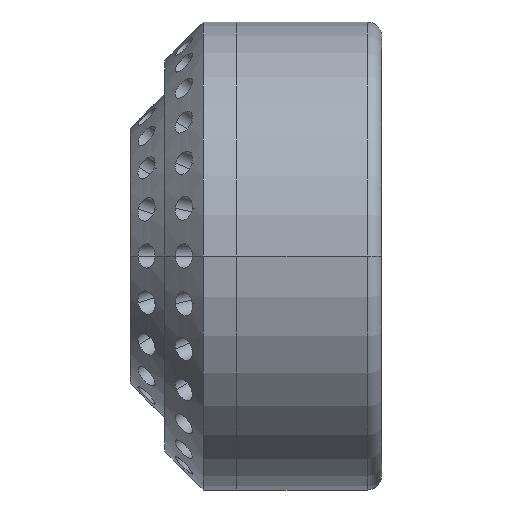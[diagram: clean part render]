
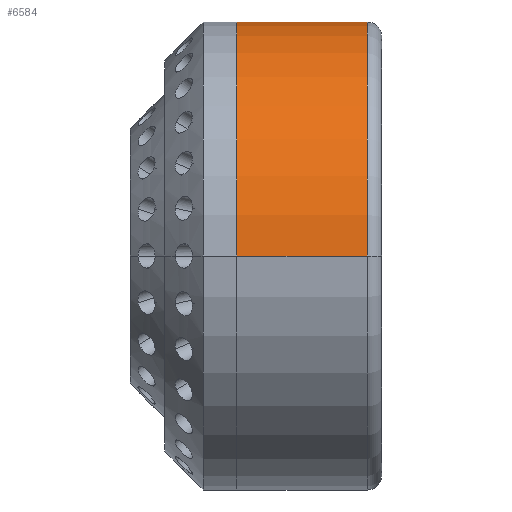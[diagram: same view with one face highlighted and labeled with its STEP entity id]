
A CAD part, left-side view. The second image highlights one B-rep face of the part: STEP entity #6584.
In plain terms, the highlighted cylindrical face has radius 48.5 mm (diameter 97 mm), a partial arc.
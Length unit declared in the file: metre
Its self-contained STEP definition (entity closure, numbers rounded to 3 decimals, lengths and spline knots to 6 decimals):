
#379 = CARTESIAN_POINT ( 'NONE',  ( 0.0483, 0.02314, 0.004405 ) ) ;
#507 = EDGE_LOOP ( 'NONE', ( #13063, #5812, #12708, #4423, #14110, #5235, #5354, #2077 ) ) ;
#688 = FACE_OUTER_BOUND ( 'NONE', #507, .T. ) ;
#897 = VECTOR ( 'NONE', #2262, 1. ) ;
#1332 = EDGE_CURVE ( 'NONE', #14448, #7459, #10572, .T. ) ;
#1367 = LINE ( 'NONE', #14426, #12413 ) ;
#1486 = CARTESIAN_POINT ( 'NONE',  ( 0.048435, 0.023902, 0.0026 ) ) ;
#1913 = DIRECTION ( 'NONE',  ( 0., 1., 0. ) ) ;
#1963 = CARTESIAN_POINT ( 'NONE',  ( -0.0485, 0.003, 0. ) ) ;
#2077 = ORIENTED_EDGE ( 'NONE', *, *, #4688, .F. ) ;
#2262 = DIRECTION ( 'NONE',  ( 0., 1., 0. ) ) ;
#2749 = EDGE_CURVE ( 'NONE', #5203, #5760, #1367, .T. ) ;
#2891 = CARTESIAN_POINT ( 'NONE',  ( 0.048245, 0.022806, 0.004973 ) ) ;
#2951 = CARTESIAN_POINT ( 'NONE',  ( 0.048326, 0.006709, 0.004115 ) ) ;
#2971 = CARTESIAN_POINT ( 'NONE',  ( 0.048, 0.021108, 0.006946 ) ) ;
#3527 = EDGE_CURVE ( 'NONE', #5760, #14448, #6311, .T. ) ;
#3832 = CARTESIAN_POINT ( 'NONE',  ( 0.048497, 0.024233, 0.000653 ) ) ;
#3913 = CARTESIAN_POINT ( 'NONE',  ( 0.0485, 0.02425, 0. ) ) ;
#3974 = CARTESIAN_POINT ( 'NONE',  ( 0.048397, 0.006304, 0.00322 ) ) ;
#4049 = CARTESIAN_POINT ( 'NONE',  ( 0.0485, 0.00575, 0. ) ) ;
#4123 = CARTESIAN_POINT ( 'NONE',  ( 0.048216, 0.007375, 0.005247 ) ) ;
#4423 = ORIENTED_EDGE ( 'NONE', *, *, #2749, .T. ) ;
#4434 = CARTESIAN_POINT ( 'NONE',  ( 0., 0.03, 0. ) ) ;
#4655 = VECTOR ( 'NONE', #13050, 1. ) ;
#4686 = LINE ( 'NONE', #13032, #897 ) ;
#4688 = EDGE_CURVE ( 'NONE', #11691, #13692, #4704, .T. ) ;
#4704 = LINE ( 'NONE', #5809, #4655 ) ;
#4895 = CIRCLE ( 'NONE', #8680, 0.0485 ) ;
#5168 = CARTESIAN_POINT ( 'NONE',  ( 0.048397, 0.023697, 0.003219 ) ) ;
#5171 = EDGE_CURVE ( 'NONE', #11232, #10802, #4686, .T. ) ;
#5203 = VERTEX_POINT ( 'NONE', #11855 ) ;
#5227 = CARTESIAN_POINT ( 'NONE',  ( 0.048483, 0.005837, 0.001308 ) ) ;
#5235 = ORIENTED_EDGE ( 'NONE', *, *, #1332, .T. ) ;
#5341 = CARTESIAN_POINT ( 'NONE',  ( 0.0485, 0.02425, 0. ) ) ;
#5353 = EDGE_CURVE ( 'NONE', #11691, #11232, #4895, .T. ) ;
#5354 = ORIENTED_EDGE ( 'NONE', *, *, #8710, .F. ) ;
#5471 = CYLINDRICAL_SURFACE ( 'NONE', #12212, 0.0485 ) ;
#5625 = CARTESIAN_POINT ( 'NONE',  ( 0., 0.0387, 0. ) ) ;
#5760 = VERTEX_POINT ( 'NONE', #10218 ) ;
#5809 = CARTESIAN_POINT ( 'NONE',  ( -0.0485, 0.0387, 0. ) ) ;
#5812 = ORIENTED_EDGE ( 'NONE', *, *, #5171, .T. ) ;
#5998 = DIRECTION ( 'NONE',  ( 0., 1., 0. ) ) ;
#6311 = B_SPLINE_CURVE_WITH_KNOTS ( 'NONE', 3,
 ( #2971, #8798, #13659, #7444, #2891, #379, #14624, #5168, #1486, #6344, #12565, #3832, #8630, #3913 ),
 .UNSPECIFIED., .F., .F.,
 ( 4, 2, 2, 2, 2, 2, 4 ),
 ( 0., 0.00196, 0.00294, 0.00392, 0.005881, 0.006861, 0.007841 ),
 .UNSPECIFIED. ) ;
#6344 = CARTESIAN_POINT ( 'NONE',  ( 0.048474, 0.02411, 0.001634 ) ) ;
#6368 = VECTOR ( 'NONE', #13001, 1. ) ;
#6405 = CARTESIAN_POINT ( 'NONE',  ( 0.048473, 0.00589, 0.001636 ) ) ;
#6584 = ADVANCED_FACE ( 'NONE', ( #688 ), #5471, .T. ) ;
#7425 = CARTESIAN_POINT ( 'NONE',  ( 0.048245, 0.007195, 0.004975 ) ) ;
#7427 = CARTESIAN_POINT ( 'NONE',  ( -0.0485, 0.03, 0. ) ) ;
#7444 = CARTESIAN_POINT ( 'NONE',  ( 0.048216, 0.022626, 0.005245 ) ) ;
#7459 = VERTEX_POINT ( 'NONE', #10990 ) ;
#7553 = CARTESIAN_POINT ( 'NONE',  ( 0.0485, 0.003, 0. ) ) ;
#7658 = CARTESIAN_POINT ( 'NONE',  ( 0.0483, 0.006862, 0.00441 ) ) ;
#7688 = CIRCLE ( 'NONE', #9726, 0.0485 ) ;
#7726 = DIRECTION ( 'NONE',  ( 1., 0., 0. ) ) ;
#8366 = CARTESIAN_POINT ( 'NONE',  ( 0.0485, 0.00575, 0. ) ) ;
#8630 = CARTESIAN_POINT ( 'NONE',  ( 0.0485, 0.02425, 0.000327 ) ) ;
#8680 = AXIS2_PLACEMENT_3D ( 'NONE', #13860, #1913, #7726 ) ;
#8710 = EDGE_CURVE ( 'NONE', #13692, #7459, #7688, .T. ) ;
#8798 = CARTESIAN_POINT ( 'NONE',  ( 0.048063, 0.021604, 0.006511 ) ) ;
#8933 = CARTESIAN_POINT ( 'NONE',  ( 0.048126, 0.007956, 0.006031 ) ) ;
#9268 = DIRECTION ( 'NONE',  ( -1., 0., 0. ) ) ;
#9726 = AXIS2_PLACEMENT_3D ( 'NONE', #4434, #10509, #15380 ) ;
#10218 = CARTESIAN_POINT ( 'NONE',  ( 0.048, 0.021108, 0.006946 ) ) ;
#10445 = DIRECTION ( 'NONE',  ( 0., 1., 0. ) ) ;
#10509 = DIRECTION ( 'NONE',  ( 0., 1., 0. ) ) ;
#10572 = LINE ( 'NONE', #15133, #6368 ) ;
#10802 = VERTEX_POINT ( 'NONE', #8366 ) ;
#10990 = CARTESIAN_POINT ( 'NONE',  ( 0.0485, 0.03, 0. ) ) ;
#11223 = CARTESIAN_POINT ( 'NONE',  ( 0.048435, 0.006099, 0.0026 ) ) ;
#11232 = VERTEX_POINT ( 'NONE', #7553 ) ;
#11377 = CARTESIAN_POINT ( 'NONE',  ( 0.048063, 0.008396, 0.00651 ) ) ;
#11691 = VERTEX_POINT ( 'NONE', #1963 ) ;
#11855 = CARTESIAN_POINT ( 'NONE',  ( 0.048, 0.008892, 0.006946 ) ) ;
#12212 = AXIS2_PLACEMENT_3D ( 'NONE', #5625, #10445, #9268 ) ;
#12413 = VECTOR ( 'NONE', #5998, 1. ) ;
#12565 = CARTESIAN_POINT ( 'NONE',  ( 0.048484, 0.024163, 0.001306 ) ) ;
#12708 = ORIENTED_EDGE ( 'NONE', *, *, #12874, .T. ) ;
#12874 = EDGE_CURVE ( 'NONE', #10802, #5203, #14091, .T. ) ;
#13001 = DIRECTION ( 'NONE',  ( 0., 1., 0. ) ) ;
#13032 = CARTESIAN_POINT ( 'NONE',  ( 0.0485, 0.0387, 0. ) ) ;
#13050 = DIRECTION ( 'NONE',  ( 0., 1., 0. ) ) ;
#13063 = ORIENTED_EDGE ( 'NONE', *, *, #5353, .T. ) ;
#13404 = CARTESIAN_POINT ( 'NONE',  ( 0.0485, 0.00575, 0.000327 ) ) ;
#13659 = CARTESIAN_POINT ( 'NONE',  ( 0.048127, 0.022044, 0.00603 ) ) ;
#13692 = VERTEX_POINT ( 'NONE', #7427 ) ;
#13720 = CARTESIAN_POINT ( 'NONE',  ( 0.048, 0.008892, 0.006946 ) ) ;
#13860 = CARTESIAN_POINT ( 'NONE',  ( 0., 0.003, 0. ) ) ;
#14091 = B_SPLINE_CURVE_WITH_KNOTS ( 'NONE', 3,
 ( #4049, #13404, #14762, #5227, #6405, #11223, #3974, #2951, #7658, #7425, #4123, #8933, #11377, #13720 ),
 .UNSPECIFIED., .F., .F.,
 ( 4, 2, 2, 2, 2, 2, 4 ),
 ( 0.007841, 0.008821, 0.009802, 0.011762, 0.012743, 0.013723, 0.015684 ),
 .UNSPECIFIED. ) ;
#14110 = ORIENTED_EDGE ( 'NONE', *, *, #3527, .T. ) ;
#14426 = CARTESIAN_POINT ( 'NONE',  ( 0.048, 0.0387, 0.006946 ) ) ;
#14448 = VERTEX_POINT ( 'NONE', #5341 ) ;
#14624 = CARTESIAN_POINT ( 'NONE',  ( 0.048326, 0.023292, 0.004112 ) ) ;
#14762 = CARTESIAN_POINT ( 'NONE',  ( 0.048497, 0.005767, 0.000654 ) ) ;
#15133 = CARTESIAN_POINT ( 'NONE',  ( 0.0485, 0.0387, 0. ) ) ;
#15380 = DIRECTION ( 'NONE',  ( -1., 0., 0. ) ) ;
